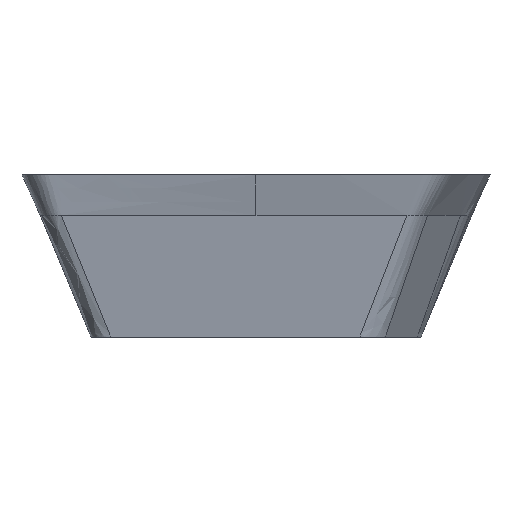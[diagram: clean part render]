
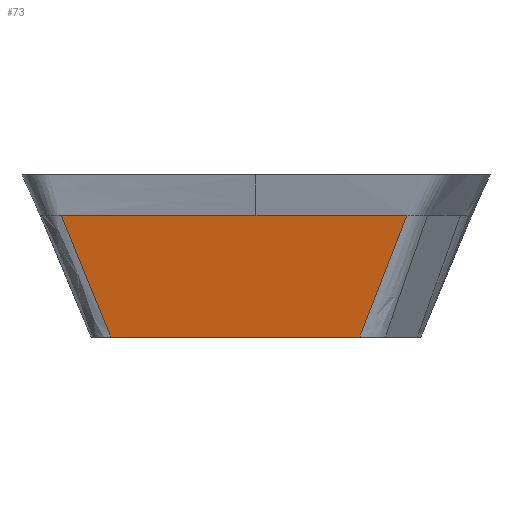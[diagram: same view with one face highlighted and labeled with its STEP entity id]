
A CAD part, front view. The second image highlights one B-rep face of the part: STEP entity #73.
In plain terms, the highlighted free-form (B-spline) face has degree [3, 1] with [4, 2] control points.
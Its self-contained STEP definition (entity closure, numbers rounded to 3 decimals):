
#43=B_SPLINE_SURFACE_WITH_KNOTS('',3,1,((#1011,#1012),(#1013,#1014),(#1015,
#1016),(#1017,#1018)),.UNSPECIFIED.,.F.,.F.,.F.,(4,4),(2,2),(0.,1.),(0.,
1.),.UNSPECIFIED.);
#58=FACE_OUTER_BOUND('',#111,.T.);
#73=ADVANCED_FACE('',(#58),#43,.T.);
#111=EDGE_LOOP('',(#168,#169,#170,#171,#172,#173,#174));
#168=ORIENTED_EDGE('',*,*,#310,.T.);
#169=ORIENTED_EDGE('',*,*,#331,.F.);
#170=ORIENTED_EDGE('',*,*,#335,.F.);
#171=ORIENTED_EDGE('',*,*,#336,.T.);
#172=ORIENTED_EDGE('',*,*,#337,.T.);
#173=ORIENTED_EDGE('',*,*,#338,.T.);
#174=ORIENTED_EDGE('',*,*,#339,.T.);
#262=VERTEX_POINT('',#658);
#263=VERTEX_POINT('',#663);
#280=VERTEX_POINT('',#915);
#283=VERTEX_POINT('',#936);
#284=VERTEX_POINT('',#993);
#285=VERTEX_POINT('',#998);
#286=VERTEX_POINT('',#1003);
#310=EDGE_CURVE('',#263,#262,#380,.T.);
#331=EDGE_CURVE('',#280,#262,#400,.T.);
#335=EDGE_CURVE('',#283,#280,#404,.T.);
#336=EDGE_CURVE('',#283,#284,#405,.T.);
#337=EDGE_CURVE('',#284,#285,#406,.T.);
#338=EDGE_CURVE('',#285,#286,#407,.T.);
#339=EDGE_CURVE('',#286,#263,#408,.T.);
#380=B_SPLINE_CURVE_WITH_KNOTS('',3,(#659,#660,#661,#662),.UNSPECIFIED.,
 .F.,.F.,(4,4),(0.,1.),.UNSPECIFIED.);
#400=B_SPLINE_CURVE_WITH_KNOTS('',3,(#911,#912,#913,#914),.UNSPECIFIED.,
 .F.,.F.,(4,4),(0.,1.),.UNSPECIFIED.);
#404=B_SPLINE_CURVE_WITH_KNOTS('',3,(#937,#938,#939,#940),.UNSPECIFIED.,
 .F.,.F.,(4,4),(0.,1.),.UNSPECIFIED.);
#405=B_SPLINE_CURVE_WITH_KNOTS('',3,(#989,#990,#991,#992),.UNSPECIFIED.,
 .F.,.F.,(4,4),(0.,1.),.UNSPECIFIED.);
#406=B_SPLINE_CURVE_WITH_KNOTS('',3,(#994,#995,#996,#997),.UNSPECIFIED.,
 .F.,.F.,(4,4),(0.,1.),.UNSPECIFIED.);
#407=B_SPLINE_CURVE_WITH_KNOTS('',3,(#999,#1000,#1001,#1002),
 .UNSPECIFIED.,.F.,.F.,(4,4),(0.,1.),.UNSPECIFIED.);
#408=B_SPLINE_CURVE_WITH_KNOTS('',3,(#1004,#1005,#1006,#1007,#1008,#1009,
#1010),.UNSPECIFIED.,.F.,.F.,(4,1,1,1,4),(0.,0.5,0.538,0.885,
1.),.UNSPECIFIED.);
#658=CARTESIAN_POINT('',(1.533,-1.684,-2.4));
#659=CARTESIAN_POINT('',(-2.147,-1.604,-2.4));
#660=CARTESIAN_POINT('',(-0.92,-1.63,-2.4));
#661=CARTESIAN_POINT('',(0.306,-1.657,-2.4));
#662=CARTESIAN_POINT('',(1.533,-1.684,-2.4));
#663=CARTESIAN_POINT('',(-2.147,-1.604,-2.4));
#911=CARTESIAN_POINT('',(2.232,-1.952,-0.6));
#912=CARTESIAN_POINT('',(1.785,-1.781,-1.75));
#913=CARTESIAN_POINT('',(1.338,-1.609,-2.9));
#914=CARTESIAN_POINT('',(0.892,-1.438,-4.05));
#915=CARTESIAN_POINT('',(1.558,-1.694,-2.335));
#936=CARTESIAN_POINT('',(2.232,-1.952,-0.6));
#937=CARTESIAN_POINT('',(2.232,-1.952,-0.6));
#938=CARTESIAN_POINT('',(2.007,-1.866,-1.178));
#939=CARTESIAN_POINT('',(1.782,-1.78,-1.757));
#940=CARTESIAN_POINT('',(1.558,-1.694,-2.335));
#989=CARTESIAN_POINT('',(2.232,-1.952,-0.6));
#990=CARTESIAN_POINT('',(1.488,-1.936,-0.6));
#991=CARTESIAN_POINT('',(0.744,-1.92,-0.6));
#992=CARTESIAN_POINT('',(0.,-1.903,-0.6));
#993=CARTESIAN_POINT('',(0.,-1.903,-0.6));
#994=CARTESIAN_POINT('',(0.,-1.903,-0.6));
#995=CARTESIAN_POINT('',(-0.96,-1.882,-0.6));
#996=CARTESIAN_POINT('',(-1.92,-1.862,-0.6));
#997=CARTESIAN_POINT('',(-2.88,-1.841,-0.6));
#998=CARTESIAN_POINT('',(-2.88,-1.841,-0.6));
#999=CARTESIAN_POINT('',(-2.88,-1.841,-0.6));
#1000=CARTESIAN_POINT('',(-2.645,-1.764,-1.178));
#1001=CARTESIAN_POINT('',(-2.409,-1.688,-1.757));
#1002=CARTESIAN_POINT('',(-2.173,-1.612,-2.335));
#1003=CARTESIAN_POINT('',(-2.173,-1.612,-2.335));
#1004=CARTESIAN_POINT('',(-2.88,-1.841,-0.6));
#1005=CARTESIAN_POINT('',(-2.636,-1.762,-1.2));
#1006=CARTESIAN_POINT('',(-2.372,-1.676,-1.846));
#1007=CARTESIAN_POINT('',(-1.94,-1.537,-2.908));
#1008=CARTESIAN_POINT('',(-1.695,-1.458,-3.508));
#1009=CARTESIAN_POINT('',(-1.469,-1.385,-4.062));
#1010=CARTESIAN_POINT('',(-1.413,-1.367,-4.2));
#1011=CARTESIAN_POINT('',(-5.016,-1.301,-4.108));
#1012=CARTESIAN_POINT('',(-5.03,-1.958,0.571));
#1013=CARTESIAN_POINT('',(-2.391,-1.358,-4.108));
#1014=CARTESIAN_POINT('',(-2.406,-2.016,0.571));
#1015=CARTESIAN_POINT('',(0.233,-1.415,-4.108));
#1016=CARTESIAN_POINT('',(0.219,-2.073,0.571));
#1017=CARTESIAN_POINT('',(2.858,-1.473,-4.108));
#1018=CARTESIAN_POINT('',(2.843,-2.13,0.571));
